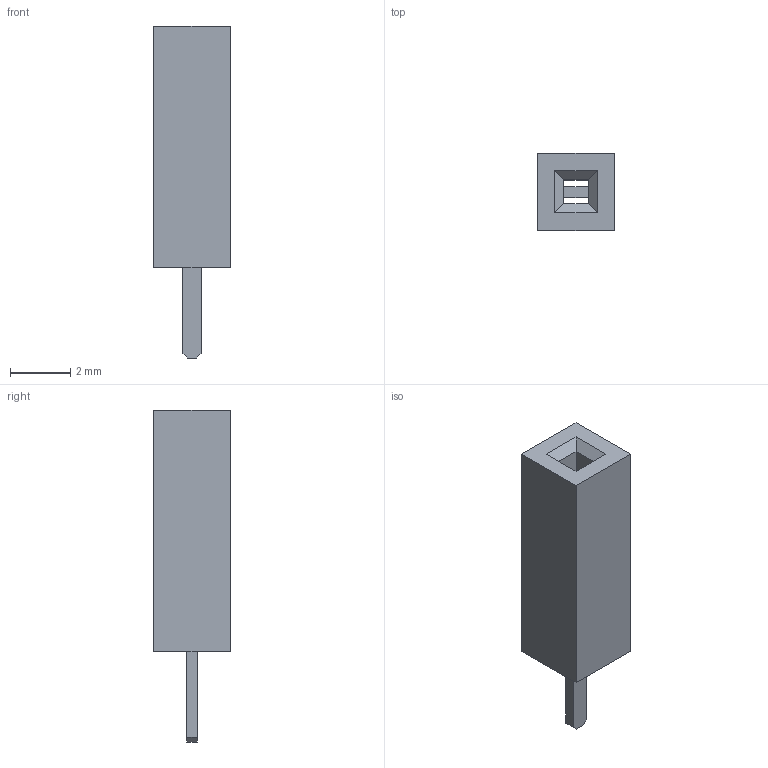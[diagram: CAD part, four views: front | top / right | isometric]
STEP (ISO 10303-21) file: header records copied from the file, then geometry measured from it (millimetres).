
FILE_DESCRIPTION(/* description */ (''),/* implementation_level */ '2;1');
FILE_NAME(/* name */ 'CON-HEM.stp',/* time_stamp */ '2020-10-22T07:44:05-03:00',/* author */ ('laguerre'),/* organization */ (''),/* preprocessor_version */ 'ST-DEVELOPER v17',/* originating_system */ 'Autodesk Inventor 2018',/* authorisation */ '');
FILE_SCHEMA (('AUTOMOTIVE_DESIGN { 1 0 10303 214 3 1 1 }'));
Length unit declared in the file: millimetre
Products named in the file (1): CON-HEM
Bounding box: 2.54 x 2.54 x 11 mm (x, y, z)
Volume: 47 mm3; surface area: 124.6 mm2
Topology: 1 solids, 1 shells, 22 faces, 62 edges, 40 vertices
Faces by surface type: plane 22
Entity records: 756 total; most frequent: CARTESIAN_POINT 125, ORIENTED_EDGE 124, DIRECTION 108, LINE 62, VECTOR 62, EDGE_CURVE 62, VERTEX_POINT 40, EDGE_LOOP 24
